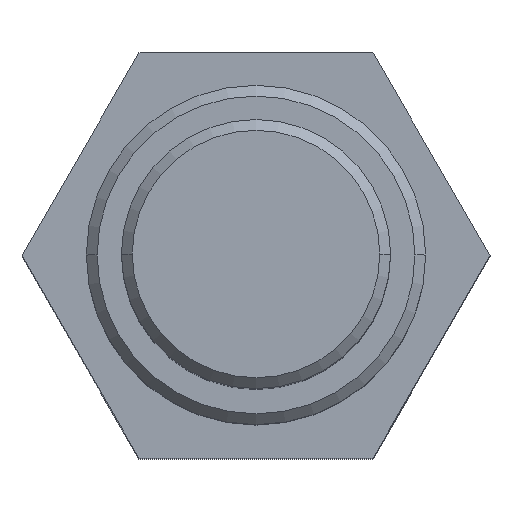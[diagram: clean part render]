
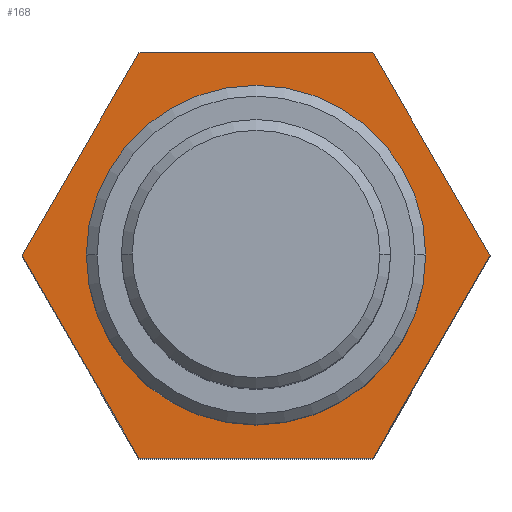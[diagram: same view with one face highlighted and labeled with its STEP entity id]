
A CAD part, top view. The second image highlights one B-rep face of the part: STEP entity #168.
In plain terms, the highlighted planar face has unit normal (0, 0, 1).
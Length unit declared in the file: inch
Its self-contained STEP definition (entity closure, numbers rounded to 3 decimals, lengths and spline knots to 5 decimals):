
#1 = CIRCLE ( 'NONE', #292, 0.157 ) ;
#7 = CARTESIAN_POINT ( 'NONE',  ( 0.10825, 0.1875, 2.047 ) ) ;
#25 = VECTOR ( 'NONE', #221, 39.37008 ) ;
#41 = ORIENTED_EDGE ( 'NONE', *, *, #409, .F. ) ;
#42 = VERTEX_POINT ( 'NONE', #629 ) ;
#66 = DIRECTION ( 'NONE',  ( -1., 0., 0. ) ) ;
#117 = VERTEX_POINT ( 'NONE', #364 ) ;
#118 = VECTOR ( 'NONE', #502, 39.37008 ) ;
#141 = VERTEX_POINT ( 'NONE', #751 ) ;
#151 = LINE ( 'NONE', #709, #672 ) ;
#158 = FACE_BOUND ( 'NONE', #163, .T. ) ;
#163 = EDGE_LOOP ( 'NONE', ( #41, #267 ) ) ;
#168 = ADVANCED_FACE ( 'NONE', ( #306, #158 ), #698, .T. ) ;
#188 = CARTESIAN_POINT ( 'NONE',  ( 0., 0., 2.047 ) ) ;
#201 = VERTEX_POINT ( 'NONE', #459 ) ;
#211 = EDGE_CURVE ( 'NONE', #726, #201, #819, .T. ) ;
#221 = DIRECTION ( 'NONE',  ( 0.5, 0.866, 0. ) ) ;
#227 = ORIENTED_EDGE ( 'NONE', *, *, #406, .T. ) ;
#229 = VERTEX_POINT ( 'NONE', #452 ) ;
#261 = DIRECTION ( 'NONE',  ( 1., 0., 0. ) ) ;
#267 = ORIENTED_EDGE ( 'NONE', *, *, #211, .F. ) ;
#285 = DIRECTION ( 'NONE',  ( 0., 0., 1. ) ) ;
#286 = VERTEX_POINT ( 'NONE', #745 ) ;
#292 = AXIS2_PLACEMENT_3D ( 'NONE', #188, #676, #261 ) ;
#293 = DIRECTION ( 'NONE',  ( 1., 0., 0. ) ) ;
#297 = VECTOR ( 'NONE', #66, 39.37008 ) ;
#298 = DIRECTION ( 'NONE',  ( 0., 0., 1. ) ) ;
#306 = FACE_OUTER_BOUND ( 'NONE', #786, .T. ) ;
#316 = CARTESIAN_POINT ( 'NONE',  ( 0.157, 0., 2.047 ) ) ;
#322 = AXIS2_PLACEMENT_3D ( 'NONE', #703, #298, #759 ) ;
#323 = LINE ( 'NONE', #343, #663 ) ;
#324 = AXIS2_PLACEMENT_3D ( 'NONE', #643, #285, #293 ) ;
#343 = CARTESIAN_POINT ( 'NONE',  ( -0.10825, 0.1875, 2.047 ) ) ;
#364 = CARTESIAN_POINT ( 'NONE',  ( -0.10825, -0.1875, 2.047 ) ) ;
#392 = EDGE_CURVE ( 'NONE', #229, #286, #576, .T. ) ;
#406 = EDGE_CURVE ( 'NONE', #767, #117, #151, .T. ) ;
#409 = EDGE_CURVE ( 'NONE', #201, #726, #1, .T. ) ;
#411 = EDGE_CURVE ( 'NONE', #117, #229, #834, .T. ) ;
#413 = EDGE_CURVE ( 'NONE', #42, #767, #323, .T. ) ;
#414 = EDGE_CURVE ( 'NONE', #141, #42, #812, .T. ) ;
#415 = EDGE_CURVE ( 'NONE', #286, #141, #501, .T. ) ;
#428 = DIRECTION ( 'NONE',  ( -0.5, -0.866, 0. ) ) ;
#452 = CARTESIAN_POINT ( 'NONE',  ( 0.10825, -0.1875, 2.047 ) ) ;
#459 = CARTESIAN_POINT ( 'NONE',  ( -0.157, 0., 2.047 ) ) ;
#501 = LINE ( 'NONE', #559, #787 ) ;
#502 = DIRECTION ( 'NONE',  ( 1., 0., 0. ) ) ;
#554 = ORIENTED_EDGE ( 'NONE', *, *, #413, .T. ) ;
#559 = CARTESIAN_POINT ( 'NONE',  ( 0.21651, 0., 2.047 ) ) ;
#567 = ORIENTED_EDGE ( 'NONE', *, *, #392, .T. ) ;
#576 = LINE ( 'NONE', #648, #25 ) ;
#618 = CARTESIAN_POINT ( 'NONE',  ( -0.10825, -0.1875, 2.047 ) ) ;
#623 = DIRECTION ( 'NONE',  ( -0.5, 0.866, 0. ) ) ;
#629 = CARTESIAN_POINT ( 'NONE',  ( -0.10825, 0.1875, 2.047 ) ) ;
#643 = CARTESIAN_POINT ( 'NONE',  ( 0.21651, 0., 2.047 ) ) ;
#648 = CARTESIAN_POINT ( 'NONE',  ( 0.10825, -0.1875, 2.047 ) ) ;
#661 = CARTESIAN_POINT ( 'NONE',  ( -0.21651, 0., 2.047 ) ) ;
#663 = VECTOR ( 'NONE', #428, 39.37008 ) ;
#672 = VECTOR ( 'NONE', #821, 39.37008 ) ;
#676 = DIRECTION ( 'NONE',  ( 0., 0., 1. ) ) ;
#698 = PLANE ( 'NONE',  #324 ) ;
#703 = CARTESIAN_POINT ( 'NONE',  ( 0., 0., 2.047 ) ) ;
#709 = CARTESIAN_POINT ( 'NONE',  ( -0.21651, 0., 2.047 ) ) ;
#716 = ORIENTED_EDGE ( 'NONE', *, *, #415, .T. ) ;
#717 = ORIENTED_EDGE ( 'NONE', *, *, #414, .T. ) ;
#726 = VERTEX_POINT ( 'NONE', #316 ) ;
#745 = CARTESIAN_POINT ( 'NONE',  ( 0.21651, 0., 2.047 ) ) ;
#751 = CARTESIAN_POINT ( 'NONE',  ( 0.10825, 0.1875, 2.047 ) ) ;
#759 = DIRECTION ( 'NONE',  ( 1., 0., 0. ) ) ;
#767 = VERTEX_POINT ( 'NONE', #661 ) ;
#786 = EDGE_LOOP ( 'NONE', ( #567, #716, #717, #554, #227, #794 ) ) ;
#787 = VECTOR ( 'NONE', #623, 39.37008 ) ;
#794 = ORIENTED_EDGE ( 'NONE', *, *, #411, .T. ) ;
#812 = LINE ( 'NONE', #7, #297 ) ;
#819 = CIRCLE ( 'NONE', #322, 0.157 ) ;
#821 = DIRECTION ( 'NONE',  ( 0.5, -0.866, 0. ) ) ;
#834 = LINE ( 'NONE', #618, #118 ) ;
